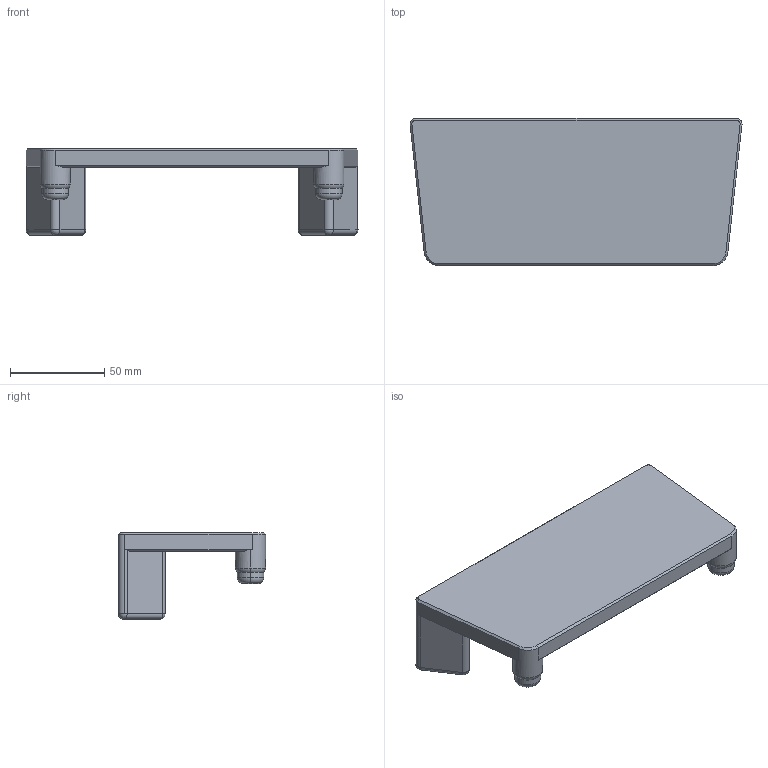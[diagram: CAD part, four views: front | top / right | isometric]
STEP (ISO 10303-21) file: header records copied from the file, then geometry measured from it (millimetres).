
FILE_DESCRIPTION (( 'STEP AP214' ), '1' );
FILE_NAME ('脚部标定件，数量2.STEP', '2025-07-21T03:54:55', ( '' ), ( '' ), 'SwSTEP 2.0', 'SolidWorks 2021', '' );
FILE_SCHEMA (( 'AUTOMOTIVE_DESIGN' ));
Length unit declared in the file: millimetre
Products named in the file (1): 褐窒梓隅璃ㄛ杅講2
Bounding box: 175.88 x 78 x 46 mm (x, y, z)
Volume: 171046.4 mm3; surface area: 38183 mm2
Topology: 1 solids, 1 shells, 65 faces, 156 edges, 87 vertices
Faces by surface type: cylinder 22, plane 22, torus 8, sphere 8, cone 5
Entity records: 1835 total; most frequent: DIRECTION 337, CARTESIAN_POINT 329, ORIENTED_EDGE 296, EDGE_CURVE 148, AXIS2_PLACEMENT_3D 133, VERTEX_POINT 85, VECTOR 71, LINE 71
